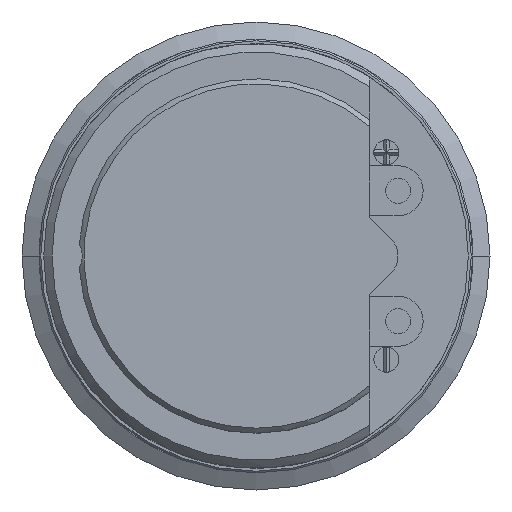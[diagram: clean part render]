
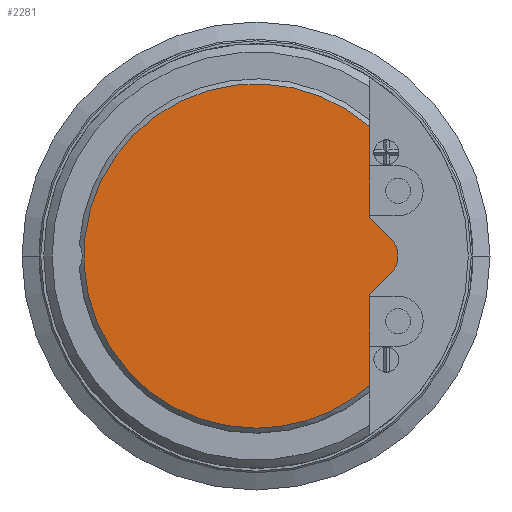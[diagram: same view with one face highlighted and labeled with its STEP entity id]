
A CAD part, left-side view. The second image highlights one B-rep face of the part: STEP entity #2281.
In plain terms, the highlighted planar face has unit normal (-1, 0, 0).
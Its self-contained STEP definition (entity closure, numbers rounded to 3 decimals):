
#20=CARTESIAN_POINT('',(-3.7,-6.8,7.736));
#50=CARTESIAN_POINT('',(-3.7,-6.8,-7.736));
#135=CARTESIAN_POINT('',(-3.7,0.,0.));
#136=DIRECTION('',(1.,0.,0.));
#137=DIRECTION('',(0.,-0.66,-0.751));
#138=AXIS2_PLACEMENT_3D('',#135,#136,#137);
#140=CARTESIAN_POINT('',(-3.7,0.,0.));
#141=DIRECTION('',(1.,0.,0.));
#142=DIRECTION('',(0.,0.,-1.));
#143=AXIS2_PLACEMENT_3D('',#140,#141,#142);
#145=DIRECTION('',(0.,0.,-1.));
#146=VECTOR('',#145,5.415);
#147=CARTESIAN_POINT('',(-3.7,-6.8,7.736));
#148=LINE('',#147,#146);
#149=DIRECTION('',(0.,-0.707,-0.707));
#150=VECTOR('',#149,1.783);
#151=CARTESIAN_POINT('',(-3.7,-6.8,2.321));
#152=LINE('',#151,#150);
#153=CARTESIAN_POINT('',(-3.7,-7.,0.));
#154=DIRECTION('',(1.,0.,0.));
#155=DIRECTION('',(0.,-0.707,0.707));
#156=AXIS2_PLACEMENT_3D('',#153,#154,#155);
#158=DIRECTION('',(0.,0.707,-0.707));
#159=VECTOR('',#158,1.783);
#160=CARTESIAN_POINT('',(-3.7,-8.061,-1.061));
#161=LINE('',#160,#159);
#162=DIRECTION('',(0.,0.,-1.));
#163=VECTOR('',#162,5.415);
#164=CARTESIAN_POINT('',(-3.7,-6.8,-2.321));
#165=LINE('',#164,#163);
#1971=VERTEX_POINT('',#50);
#1973=CARTESIAN_POINT('',(-3.7,-6.8,-2.321));
#1974=VERTEX_POINT('',#1973);
#2003=VERTEX_POINT('',#20);
#2012=CARTESIAN_POINT('',(-3.7,-6.8,2.321));
#2013=VERTEX_POINT('',#2012);
#2014=CARTESIAN_POINT('',(-3.7,0.,-10.3));
#2015=VERTEX_POINT('',#2014);
#2016=CARTESIAN_POINT('',(-3.7,-8.061,1.061));
#2017=VERTEX_POINT('',#2016);
#2018=CARTESIAN_POINT('',(-3.7,-8.061,-1.061));
#2019=VERTEX_POINT('',#2018);
#2264=CARTESIAN_POINT('',(-3.7,0.903,0.002));
#2265=DIRECTION('',(1.,0.,0.));
#2266=DIRECTION('',(0.,1.,0.));
#2267=AXIS2_PLACEMENT_3D('',#2264,#2265,#2266);
#2268=PLANE('',#2267);
#2269=ORIENTED_EDGE('',*,*,#2161,.T.);
#2270=ORIENTED_EDGE('',*,*,#2159,.T.);
#2271=ORIENTED_EDGE('',*,*,#2135,.T.);
#2273=ORIENTED_EDGE('',*,*,#2272,.T.);
#2275=ORIENTED_EDGE('',*,*,#2274,.T.);
#2277=ORIENTED_EDGE('',*,*,#2276,.T.);
#2278=ORIENTED_EDGE('',*,*,#2239,.T.);
#2279=EDGE_LOOP('',(#2269,#2270,#2271,#2273,#2275,#2277,#2278));
#2280=FACE_OUTER_BOUND('',#2279,.F.);
#2281=ADVANCED_FACE('',(#2280),#2268,.F.);
#139=CIRCLE('',#138,10.3);
#144=CIRCLE('',#143,10.3);
#157=CIRCLE('',#156,1.5);
#2135=EDGE_CURVE('',#2003,#2013,#148,.T.);
#2159=EDGE_CURVE('',#2015,#2003,#144,.T.);
#2161=EDGE_CURVE('',#1971,#2015,#139,.T.);
#2239=EDGE_CURVE('',#1974,#1971,#165,.T.);
#2272=EDGE_CURVE('',#2013,#2017,#152,.T.);
#2274=EDGE_CURVE('',#2017,#2019,#157,.T.);
#2276=EDGE_CURVE('',#2019,#1974,#161,.T.);
